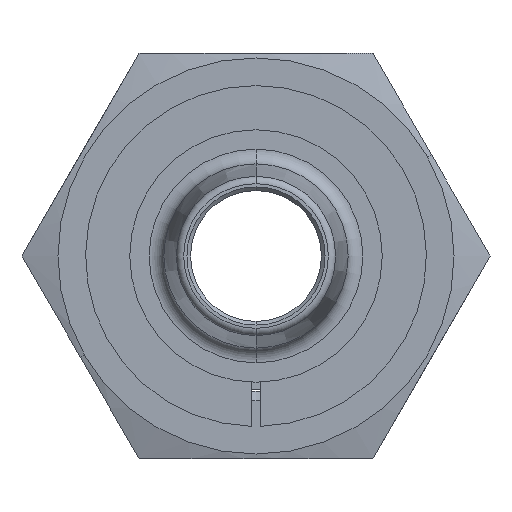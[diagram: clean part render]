
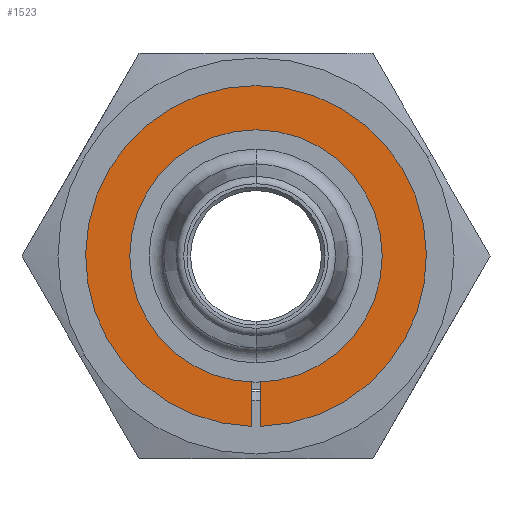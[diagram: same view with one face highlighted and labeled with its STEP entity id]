
A CAD part, left-side view. The second image highlights one B-rep face of the part: STEP entity #1523.
In plain terms, the highlighted planar face has unit normal (-1, 0, 0).
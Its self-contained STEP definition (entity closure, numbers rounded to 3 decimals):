
#148 = CIRCLE ( 'NONE', #1585, 9.25 ) ;
#234 = CIRCLE ( 'NONE', #1436, 9.25 ) ;
#378 = DIRECTION ( 'NONE',  ( 0., 0., 1. ) ) ;
#382 = CARTESIAN_POINT ( 'NONE',  ( 34.4, 0.25, -9.247 ) ) ;
#456 = DIRECTION ( 'NONE',  ( -1., 0., 0. ) ) ;
#460 = CARTESIAN_POINT ( 'NONE',  ( 34.4, -0.25, -5.494 ) ) ;
#528 = CARTESIAN_POINT ( 'NONE',  ( 34.4, 0., 0. ) ) ;
#535 = DIRECTION ( 'NONE',  ( 0., 0., 1. ) ) ;
#641 = CARTESIAN_POINT ( 'NONE',  ( 34.4, 0., 0. ) ) ;
#650 = FACE_OUTER_BOUND ( 'NONE', #1891, .T. ) ;
#672 = CARTESIAN_POINT ( 'NONE',  ( 34.4, -0.25, 0. ) ) ;
#694 = EDGE_CURVE ( 'NONE', #1118, #1811, #1256, .T. ) ;
#717 = VERTEX_POINT ( 'NONE', #863 ) ;
#797 = ORIENTED_EDGE ( 'NONE', *, *, #1625, .T. ) ;
#805 = CARTESIAN_POINT ( 'NONE',  ( 34.4, 0., 0. ) ) ;
#863 = CARTESIAN_POINT ( 'NONE',  ( 34.4, -0.25, -9.247 ) ) ;
#876 = EDGE_CURVE ( 'NONE', #1553, #1063, #1283, .T. ) ;
#895 = CARTESIAN_POINT ( 'NONE',  ( 34.4, 5.5, 0. ) ) ;
#961 = DIRECTION ( 'NONE',  ( 0., 0., 1. ) ) ;
#987 = CARTESIAN_POINT ( 'NONE',  ( 34.4, 0.25, -5.494 ) ) ;
#1033 = AXIS2_PLACEMENT_3D ( 'NONE', #895, #2062, #2036 ) ;
#1063 = VERTEX_POINT ( 'NONE', #987 ) ;
#1107 = EDGE_CURVE ( 'NONE', #1944, #1553, #234, .T. ) ;
#1118 = VERTEX_POINT ( 'NONE', #460 ) ;
#1127 = AXIS2_PLACEMENT_3D ( 'NONE', #641, #456, #1964 ) ;
#1256 = CIRCLE ( 'NONE', #2152, 5.5 ) ;
#1283 = LINE ( 'NONE', #2081, #1679 ) ;
#1339 = CARTESIAN_POINT ( 'NONE',  ( 34.4, 0., 9.25 ) ) ;
#1385 = VECTOR ( 'NONE', #1490, 1000. ) ;
#1392 = CARTESIAN_POINT ( 'NONE',  ( 34.4, 0., 0. ) ) ;
#1398 = ORIENTED_EDGE ( 'NONE', *, *, #876, .T. ) ;
#1436 = AXIS2_PLACEMENT_3D ( 'NONE', #805, #1983, #1477 ) ;
#1437 = EDGE_CURVE ( 'NONE', #1118, #717, #1906, .T. ) ;
#1453 = DIRECTION ( 'NONE',  ( -1., 0., 0. ) ) ;
#1477 = DIRECTION ( 'NONE',  ( 0., 0., 1. ) ) ;
#1490 = DIRECTION ( 'NONE',  ( 0., 0., -1. ) ) ;
#1523 = ADVANCED_FACE ( 'NONE', ( #650 ), #1884, .F. ) ;
#1553 = VERTEX_POINT ( 'NONE', #382 ) ;
#1579 = ORIENTED_EDGE ( 'NONE', *, *, #1107, .T. ) ;
#1585 = AXIS2_PLACEMENT_3D ( 'NONE', #1392, #1453, #961 ) ;
#1625 = EDGE_CURVE ( 'NONE', #717, #1944, #148, .T. ) ;
#1679 = VECTOR ( 'NONE', #378, 1000. ) ;
#1789 = CARTESIAN_POINT ( 'NONE',  ( 34.4, 0., 5.5 ) ) ;
#1791 = ORIENTED_EDGE ( 'NONE', *, *, #1437, .T. ) ;
#1802 = EDGE_CURVE ( 'NONE', #1811, #1063, #1824, .T. ) ;
#1811 = VERTEX_POINT ( 'NONE', #1789 ) ;
#1818 = ORIENTED_EDGE ( 'NONE', *, *, #1802, .F. ) ;
#1824 = CIRCLE ( 'NONE', #1127, 5.5 ) ;
#1865 = ORIENTED_EDGE ( 'NONE', *, *, #694, .F. ) ;
#1884 = PLANE ( 'NONE',  #1033 ) ;
#1891 = EDGE_LOOP ( 'NONE', ( #1791, #797, #1579, #1398, #1818, #1865 ) ) ;
#1906 = LINE ( 'NONE', #672, #1385 ) ;
#1944 = VERTEX_POINT ( 'NONE', #1339 ) ;
#1964 = DIRECTION ( 'NONE',  ( 0., 0., 1. ) ) ;
#1983 = DIRECTION ( 'NONE',  ( -1., 0., 0. ) ) ;
#2030 = DIRECTION ( 'NONE',  ( -1., 0., 0. ) ) ;
#2036 = DIRECTION ( 'NONE',  ( 0., 0., -1. ) ) ;
#2062 = DIRECTION ( 'NONE',  ( 1., 0., 0. ) ) ;
#2081 = CARTESIAN_POINT ( 'NONE',  ( 34.4, 0.25, 0. ) ) ;
#2152 = AXIS2_PLACEMENT_3D ( 'NONE', #528, #2030, #535 ) ;
